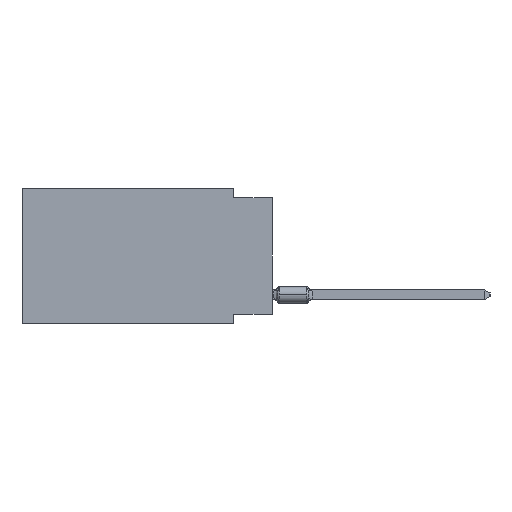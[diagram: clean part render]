
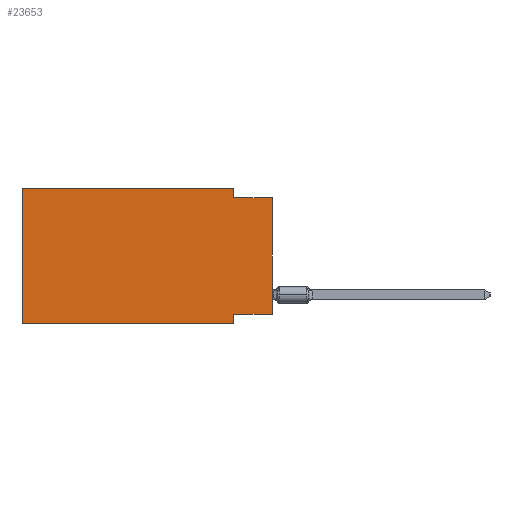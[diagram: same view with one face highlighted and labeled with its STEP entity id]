
A CAD part, left-side view. The second image highlights one B-rep face of the part: STEP entity #23653.
In plain terms, the highlighted planar face has unit normal (-1, 0, 0).
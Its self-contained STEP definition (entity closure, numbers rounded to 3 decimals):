
#377 = ORIENTED_EDGE ( 'NONE', *, *, #8074, .F. ) ;
#787 = EDGE_CURVE ( 'NONE', #25586, #10945, #13085, .T. ) ;
#1636 = ORIENTED_EDGE ( 'NONE', *, *, #36091, .F. ) ;
#1707 = ORIENTED_EDGE ( 'NONE', *, *, #787, .F. ) ;
#2689 = DIRECTION ( 'NONE',  ( 0., 0., -1. ) ) ;
#3558 = PLANE ( 'NONE',  #35910 ) ;
#4239 = CARTESIAN_POINT ( 'NONE',  ( 0., 0., -8.255 ) ) ;
#4383 = DIRECTION ( 'NONE',  ( 0., 1., 0. ) ) ;
#5857 = VECTOR ( 'NONE', #20451, 1000. ) ;
#5994 = LINE ( 'NONE', #23001, #23444 ) ;
#6083 = CARTESIAN_POINT ( 'NONE',  ( 0., 2.54, -8.89 ) ) ;
#6825 = CARTESIAN_POINT ( 'NONE',  ( 0., 16.383, -8.89 ) ) ;
#8074 = EDGE_CURVE ( 'NONE', #16501, #17481, #28795, .T. ) ;
#8648 = CARTESIAN_POINT ( 'NONE',  ( 0., 0., -0.635 ) ) ;
#8656 = EDGE_CURVE ( 'NONE', #26359, #28679, #9197, .T. ) ;
#9030 = VECTOR ( 'NONE', #2689, 1000. ) ;
#9197 = LINE ( 'NONE', #21002, #12774 ) ;
#9342 = CARTESIAN_POINT ( 'NONE',  ( 0., 0., -0.635 ) ) ;
#9933 = DIRECTION ( 'NONE',  ( 0., 0., -1. ) ) ;
#10945 = VERTEX_POINT ( 'NONE', #28662 ) ;
#10958 = LINE ( 'NONE', #37630, #11734 ) ;
#10969 = ORIENTED_EDGE ( 'NONE', *, *, #27882, .T. ) ;
#11734 = VECTOR ( 'NONE', #22956, 1000. ) ;
#12050 = ORIENTED_EDGE ( 'NONE', *, *, #21158, .F. ) ;
#12052 = VERTEX_POINT ( 'NONE', #9342 ) ;
#12326 = ORIENTED_EDGE ( 'NONE', *, *, #8656, .T. ) ;
#12774 = VECTOR ( 'NONE', #15590, 1000. ) ;
#13085 = LINE ( 'NONE', #22540, #27718 ) ;
#15338 = CARTESIAN_POINT ( 'NONE',  ( 0., 16.383, 0. ) ) ;
#15410 = ORIENTED_EDGE ( 'NONE', *, *, #28455, .F. ) ;
#15590 = DIRECTION ( 'NONE',  ( 0., -1., 0. ) ) ;
#16501 = VERTEX_POINT ( 'NONE', #34573 ) ;
#16787 = EDGE_LOOP ( 'NONE', ( #10969, #12050, #377, #23183, #1636, #12326, #15410, #1707 ) ) ;
#17481 = VERTEX_POINT ( 'NONE', #31579 ) ;
#17770 = DIRECTION ( 'NONE',  ( 0., -1., 0. ) ) ;
#20451 = DIRECTION ( 'NONE',  ( 0., -1., 0. ) ) ;
#21002 = CARTESIAN_POINT ( 'NONE',  ( 0., 16.383, -8.89 ) ) ;
#21158 = EDGE_CURVE ( 'NONE', #17481, #12052, #26267, .T. ) ;
#21335 = FACE_OUTER_BOUND ( 'NONE', #16787, .T. ) ;
#21816 = DIRECTION ( 'NONE',  ( 0., 0., 1. ) ) ;
#22540 = CARTESIAN_POINT ( 'NONE',  ( 0., 0., -8.255 ) ) ;
#22956 = DIRECTION ( 'NONE',  ( 0., 0., 1. ) ) ;
#23001 = CARTESIAN_POINT ( 'NONE',  ( 0., 16.383, 0. ) ) ;
#23183 = ORIENTED_EDGE ( 'NONE', *, *, #27459, .F. ) ;
#23444 = VECTOR ( 'NONE', #17770, 1000. ) ;
#23653 = ADVANCED_FACE ( 'NONE', ( #21335 ), #3558, .F. ) ;
#24246 = DIRECTION ( 'NONE',  ( 0., 0., -1. ) ) ;
#25586 = VERTEX_POINT ( 'NONE', #4239 ) ;
#25637 = CARTESIAN_POINT ( 'NONE',  ( 0., 16.383, 0. ) ) ;
#26267 = LINE ( 'NONE', #8648, #5857 ) ;
#26359 = VERTEX_POINT ( 'NONE', #6825 ) ;
#26592 = LINE ( 'NONE', #6083, #29420 ) ;
#27142 = DIRECTION ( 'NONE',  ( 1., 0., 0. ) ) ;
#27459 = EDGE_CURVE ( 'NONE', #31636, #16501, #5994, .T. ) ;
#27718 = VECTOR ( 'NONE', #4383, 1000. ) ;
#27882 = EDGE_CURVE ( 'NONE', #25586, #12052, #10958, .T. ) ;
#28455 = EDGE_CURVE ( 'NONE', #10945, #28679, #26592, .T. ) ;
#28662 = CARTESIAN_POINT ( 'NONE',  ( 0., 2.54, -8.255 ) ) ;
#28679 = VERTEX_POINT ( 'NONE', #37354 ) ;
#28795 = LINE ( 'NONE', #38046, #9030 ) ;
#29420 = VECTOR ( 'NONE', #9933, 1000. ) ;
#30519 = CARTESIAN_POINT ( 'NONE',  ( 0., 16.383, 0. ) ) ;
#31522 = VECTOR ( 'NONE', #21816, 1000. ) ;
#31579 = CARTESIAN_POINT ( 'NONE',  ( 0., 2.54, -0.635 ) ) ;
#31636 = VERTEX_POINT ( 'NONE', #25637 ) ;
#33430 = LINE ( 'NONE', #30519, #31522 ) ;
#34573 = CARTESIAN_POINT ( 'NONE',  ( 0., 2.54, 0. ) ) ;
#35910 = AXIS2_PLACEMENT_3D ( 'NONE', #15338, #27142, #24246 ) ;
#36091 = EDGE_CURVE ( 'NONE', #26359, #31636, #33430, .T. ) ;
#37354 = CARTESIAN_POINT ( 'NONE',  ( 0., 2.54, -8.89 ) ) ;
#37630 = CARTESIAN_POINT ( 'NONE',  ( 0., 0., 0. ) ) ;
#38046 = CARTESIAN_POINT ( 'NONE',  ( 0., 2.54, 0. ) ) ;
